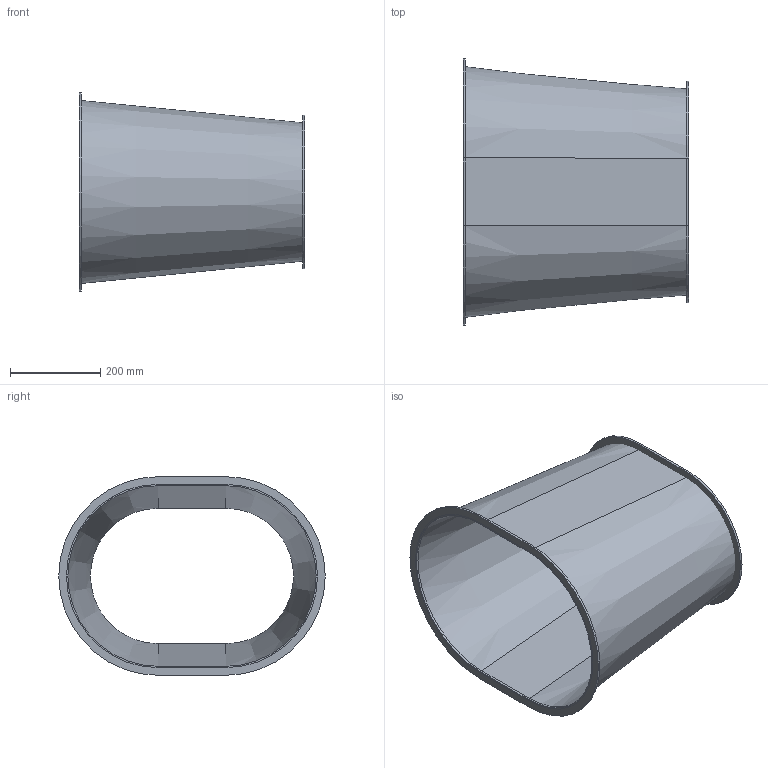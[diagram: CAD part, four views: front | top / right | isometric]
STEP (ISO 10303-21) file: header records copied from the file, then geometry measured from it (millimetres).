
FILE_DESCRIPTION(('FreeCAD Model'),'2;1');
FILE_NAME('Open CASCADE Shape Model','2024-08-10T18:41:21',(''),(''), 'Open CASCADE STEP processor 7.6','FreeCAD','Unknown');
FILE_SCHEMA(('AUTOMOTIVE_DESIGN { 1 0 10303 214 1 1 1 1 }'));
Length unit declared in the file: millimetre
Products named in the file (4): Duct_linear_oval_complete_R01; Duct_; Flange_01; Flange_02
Assembly tree (3 placements, depth 2):
  Duct_linear_oval_complete_R01
    Duct_
    Flange_01
    Flange_02
Bounding box: 500 x 590 x 440 mm (x, y, z)
Volume: 2405951.2 mm3; surface area: 1570702.4 mm2
Topology: 3 solids, 3 shells, 30 faces, 72 edges, 48 vertices
Faces by surface type: plane 18, cylinder 8, cone 4
Entity records: 1063 total; most frequent: CARTESIAN_POINT 252, DIRECTION 154, ORIENTED_EDGE 144, EDGE_CURVE 72, AXIS2_PLACEMENT_3D 58, VERTEX_POINT 48, LINE 38, VECTOR 38
